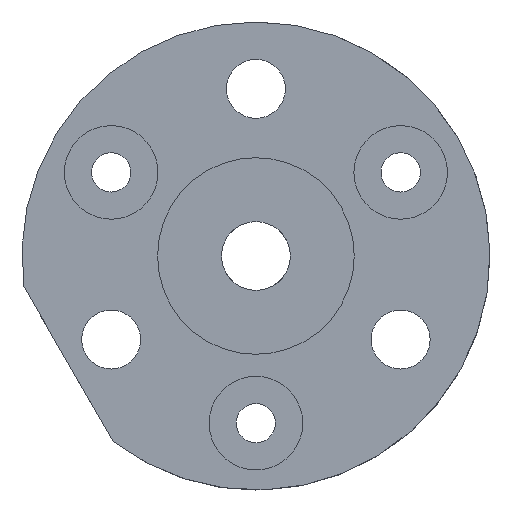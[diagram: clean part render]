
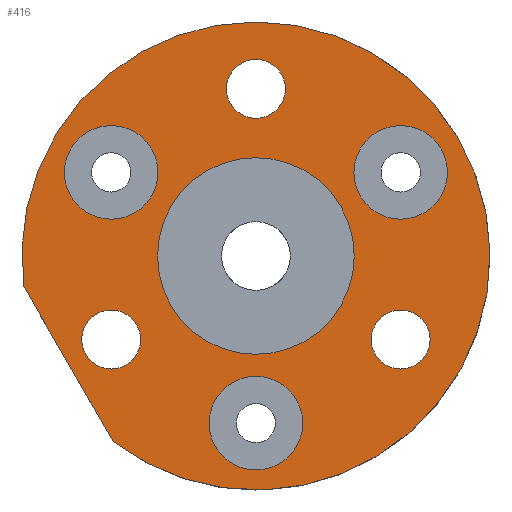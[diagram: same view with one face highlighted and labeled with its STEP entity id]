
A CAD part, left-side view. The second image highlights one B-rep face of the part: STEP entity #416.
In plain terms, the highlighted planar face has unit normal (-1, 0, 0).
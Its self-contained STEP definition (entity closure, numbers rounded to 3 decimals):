
#252=CARTESIAN_POINT('',(22.009,0.,0.));
#253=DIRECTION('',(1.,0.,0.));
#254=DIRECTION('',(0.,1.,0.));
#255=AXIS2_PLACEMENT_3D('',#252,#253,#254);
#256=PLANE('',#255);
#257=CARTESIAN_POINT('',(22.009,7.256,-9.432));
#258=VERTEX_POINT('',#257);
#259=CARTESIAN_POINT('',(22.009,11.796,-1.568));
#260=VERTEX_POINT('',#259);
#261=CARTESIAN_POINT('',(22.009,7.256,-9.432));
#262=DIRECTION('',(0.,0.5,0.866));
#263=VECTOR('',#262,9.08);
#264=LINE('',#261,#263);
#265=EDGE_CURVE('',#258,#260,#264,.T.);
#266=ORIENTED_EDGE('',*,*,#265,.F.);
#267=CARTESIAN_POINT('',(22.009,0.,11.9));
#268=VERTEX_POINT('',#267);
#269=CARTESIAN_POINT('',(22.009,0.,0.));
#270=DIRECTION('',(1.,0.,0.));
#271=DIRECTION('',(0.,0.,-1.));
#272=AXIS2_PLACEMENT_3D('',#269,#270,#271);
#273=CIRCLE('',#272,11.9);
#274=EDGE_CURVE('',#268,#258,#273,.T.);
#275=ORIENTED_EDGE('',*,*,#274,.F.);
#276=CARTESIAN_POINT('',(22.009,0.,0.));
#277=DIRECTION('',(1.,0.,0.));
#278=DIRECTION('',(0.,0.,-1.));
#279=AXIS2_PLACEMENT_3D('',#276,#277,#278);
#280=CIRCLE('',#279,11.9);
#281=EDGE_CURVE('',#260,#268,#280,.T.);
#282=ORIENTED_EDGE('',*,*,#281,.F.);
#283=EDGE_LOOP('',(#266,#275,#282));
#284=FACE_BOUND('',#283,.T.);
#285=CARTESIAN_POINT('',(22.009,0.,7.));
#286=VERTEX_POINT('',#285);
#287=CARTESIAN_POINT('',(22.009,0.,10.));
#288=VERTEX_POINT('',#287);
#289=CARTESIAN_POINT('',(22.009,0.,8.5));
#290=DIRECTION('',(1.,0.,0.));
#291=DIRECTION('',(0.,0.,-1.));
#292=AXIS2_PLACEMENT_3D('',#289,#290,#291);
#293=CIRCLE('',#292,1.5);
#294=EDGE_CURVE('',#286,#288,#293,.T.);
#295=ORIENTED_EDGE('',*,*,#294,.T.);
#296=CARTESIAN_POINT('',(22.009,0.,8.5));
#297=DIRECTION('',(1.,0.,0.));
#298=DIRECTION('',(0.,0.,-1.));
#299=AXIS2_PLACEMENT_3D('',#296,#297,#298);
#300=CIRCLE('',#299,1.5);
#301=EDGE_CURVE('',#288,#286,#300,.T.);
#302=ORIENTED_EDGE('',*,*,#301,.T.);
#303=EDGE_LOOP('',(#295,#302));
#304=FACE_BOUND('',#303,.T.);
#305=CARTESIAN_POINT('',(22.009,-7.361,-5.75));
#306=VERTEX_POINT('',#305);
#307=CARTESIAN_POINT('',(22.009,-7.361,-2.75));
#308=VERTEX_POINT('',#307);
#309=CARTESIAN_POINT('',(22.009,-7.361,-4.25));
#310=DIRECTION('',(1.,0.,0.));
#311=DIRECTION('',(0.,0.,-1.));
#312=AXIS2_PLACEMENT_3D('',#309,#310,#311);
#313=CIRCLE('',#312,1.5);
#314=EDGE_CURVE('',#306,#308,#313,.T.);
#315=ORIENTED_EDGE('',*,*,#314,.T.);
#316=CARTESIAN_POINT('',(22.009,-7.361,-4.25));
#317=DIRECTION('',(1.,0.,0.));
#318=DIRECTION('',(0.,0.,-1.));
#319=AXIS2_PLACEMENT_3D('',#316,#317,#318);
#320=CIRCLE('',#319,1.5);
#321=EDGE_CURVE('',#308,#306,#320,.T.);
#322=ORIENTED_EDGE('',*,*,#321,.T.);
#323=EDGE_LOOP('',(#315,#322));
#324=FACE_BOUND('',#323,.T.);
#325=CARTESIAN_POINT('',(22.009,7.361,-5.75));
#326=VERTEX_POINT('',#325);
#327=CARTESIAN_POINT('',(22.009,7.361,-2.75));
#328=VERTEX_POINT('',#327);
#329=CARTESIAN_POINT('',(22.009,7.361,-4.25));
#330=DIRECTION('',(1.,0.,0.));
#331=DIRECTION('',(0.,0.,-1.));
#332=AXIS2_PLACEMENT_3D('',#329,#330,#331);
#333=CIRCLE('',#332,1.5);
#334=EDGE_CURVE('',#326,#328,#333,.T.);
#335=ORIENTED_EDGE('',*,*,#334,.T.);
#336=CARTESIAN_POINT('',(22.009,7.361,-4.25));
#337=DIRECTION('',(1.,0.,0.));
#338=DIRECTION('',(0.,0.,-1.));
#339=AXIS2_PLACEMENT_3D('',#336,#337,#338);
#340=CIRCLE('',#339,1.5);
#341=EDGE_CURVE('',#328,#326,#340,.T.);
#342=ORIENTED_EDGE('',*,*,#341,.T.);
#343=EDGE_LOOP('',(#335,#342));
#344=FACE_BOUND('',#343,.T.);
#345=CARTESIAN_POINT('',(22.009,-0.,-5.));
#346=VERTEX_POINT('',#345);
#347=CARTESIAN_POINT('',(22.009,0.,0.));
#348=DIRECTION('',(1.,0.,0.));
#349=DIRECTION('',(0.,0.,-1.));
#350=AXIS2_PLACEMENT_3D('',#347,#348,#349);
#351=CIRCLE('',#350,5.);
#352=EDGE_CURVE('',#346,#346,#351,.T.);
#353=ORIENTED_EDGE('',*,*,#352,.T.);
#354=EDGE_LOOP('',(#353));
#355=FACE_BOUND('',#354,.T.);
#356=CARTESIAN_POINT('',(22.009,-7.361,1.869));
#357=VERTEX_POINT('',#356);
#358=CARTESIAN_POINT('',(22.009,-7.361,6.631));
#359=VERTEX_POINT('',#358);
#360=CARTESIAN_POINT('',(22.009,-7.361,4.25));
#361=DIRECTION('',(1.,0.,0.));
#362=DIRECTION('',(0.,0.,-1.));
#363=AXIS2_PLACEMENT_3D('',#360,#361,#362);
#364=CIRCLE('',#363,2.381);
#365=EDGE_CURVE('',#357,#359,#364,.T.);
#366=ORIENTED_EDGE('',*,*,#365,.T.);
#367=CARTESIAN_POINT('',(22.009,-7.361,4.25));
#368=DIRECTION('',(1.,0.,0.));
#369=DIRECTION('',(0.,0.,-1.));
#370=AXIS2_PLACEMENT_3D('',#367,#368,#369);
#371=CIRCLE('',#370,2.381);
#372=EDGE_CURVE('',#359,#357,#371,.T.);
#373=ORIENTED_EDGE('',*,*,#372,.T.);
#374=EDGE_LOOP('',(#366,#373));
#375=FACE_BOUND('',#374,.T.);
#376=CARTESIAN_POINT('',(22.009,-0.,-10.881));
#377=VERTEX_POINT('',#376);
#378=CARTESIAN_POINT('',(22.009,0.,-6.119));
#379=VERTEX_POINT('',#378);
#380=CARTESIAN_POINT('',(22.009,0.,-8.5));
#381=DIRECTION('',(1.,0.,0.));
#382=DIRECTION('',(0.,0.,-1.));
#383=AXIS2_PLACEMENT_3D('',#380,#381,#382);
#384=CIRCLE('',#383,2.381);
#385=EDGE_CURVE('',#377,#379,#384,.T.);
#386=ORIENTED_EDGE('',*,*,#385,.T.);
#387=CARTESIAN_POINT('',(22.009,0.,-8.5));
#388=DIRECTION('',(1.,0.,0.));
#389=DIRECTION('',(0.,0.,-1.));
#390=AXIS2_PLACEMENT_3D('',#387,#388,#389);
#391=CIRCLE('',#390,2.381);
#392=EDGE_CURVE('',#379,#377,#391,.T.);
#393=ORIENTED_EDGE('',*,*,#392,.T.);
#394=EDGE_LOOP('',(#386,#393));
#395=FACE_BOUND('',#394,.T.);
#396=CARTESIAN_POINT('',(22.009,7.361,1.869));
#397=VERTEX_POINT('',#396);
#398=CARTESIAN_POINT('',(22.009,7.361,6.631));
#399=VERTEX_POINT('',#398);
#400=CARTESIAN_POINT('',(22.009,7.361,4.25));
#401=DIRECTION('',(1.,0.,0.));
#402=DIRECTION('',(0.,0.,-1.));
#403=AXIS2_PLACEMENT_3D('',#400,#401,#402);
#404=CIRCLE('',#403,2.381);
#405=EDGE_CURVE('',#397,#399,#404,.T.);
#406=ORIENTED_EDGE('',*,*,#405,.T.);
#407=CARTESIAN_POINT('',(22.009,7.361,4.25));
#408=DIRECTION('',(1.,0.,0.));
#409=DIRECTION('',(0.,0.,-1.));
#410=AXIS2_PLACEMENT_3D('',#407,#408,#409);
#411=CIRCLE('',#410,2.381);
#412=EDGE_CURVE('',#399,#397,#411,.T.);
#413=ORIENTED_EDGE('',*,*,#412,.T.);
#414=EDGE_LOOP('',(#406,#413));
#415=FACE_BOUND('',#414,.T.);
#416=ADVANCED_FACE('',(#284,#304,#324,#344,#355,#375,#395,#415),#256,.F.);
